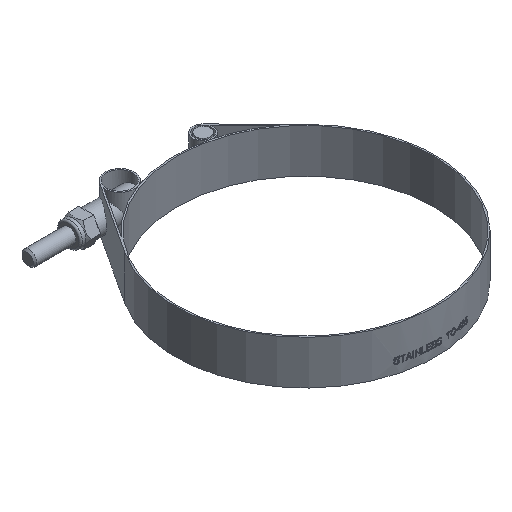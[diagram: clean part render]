
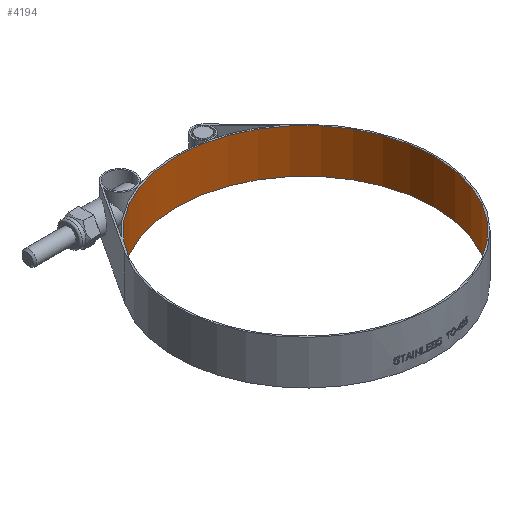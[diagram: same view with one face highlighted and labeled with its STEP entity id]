
A CAD part, isometric view. The second image highlights one B-rep face of the part: STEP entity #4194.
In plain terms, the highlighted cylindrical face has radius 56.007 mm (diameter 112.014 mm), a full revolution.
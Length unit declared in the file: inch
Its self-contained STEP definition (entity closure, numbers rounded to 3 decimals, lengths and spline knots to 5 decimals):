
#334=CIRCLE('',#4447,2.205);
#335=CIRCLE('',#4448,2.205);
#569=FACE_OUTER_BOUND('',#825,.T.);
#825=EDGE_LOOP('',(#3897,#3898,#3899,#3900));
#1088=LINE('',#22072,#1343);
#1343=VECTOR('',#5169,2.205);
#2036=VERTEX_POINT('',#22069);
#2037=VERTEX_POINT('',#22071);
#2666=EDGE_CURVE('',#2036,#2036,#334,.T.);
#2667=EDGE_CURVE('',#2036,#2037,#1088,.T.);
#2668=EDGE_CURVE('',#2037,#2037,#335,.T.);
#3897=ORIENTED_EDGE('',*,*,#2666,.F.);
#3898=ORIENTED_EDGE('',*,*,#2667,.T.);
#3899=ORIENTED_EDGE('',*,*,#2668,.F.);
#3900=ORIENTED_EDGE('',*,*,#2667,.F.);
#3966=CYLINDRICAL_SURFACE('',#4446,2.205);
#4194=ADVANCED_FACE('',(#569),#3966,.F.);
#4446=AXIS2_PLACEMENT_3D('',#22068,#5165,#5166);
#4447=AXIS2_PLACEMENT_3D('',#22070,#5167,#5168);
#4448=AXIS2_PLACEMENT_3D('',#22073,#5170,#5171);
#5165=DIRECTION('center_axis',(0.,0.,1.));
#5166=DIRECTION('ref_axis',(-1.,0.,0.));
#5167=DIRECTION('center_axis',(0.,0.,1.));
#5168=DIRECTION('ref_axis',(-1.,0.,0.));
#5169=DIRECTION('',(0.,0.,1.));
#5170=DIRECTION('center_axis',(0.,0.,-1.));
#5171=DIRECTION('ref_axis',(-1.,0.,0.));
#22068=CARTESIAN_POINT('Origin',(0.,0.,0.));
#22069=CARTESIAN_POINT('',(2.205,0.,-0.375));
#22070=CARTESIAN_POINT('Origin',(0.,0.,-0.375));
#22071=CARTESIAN_POINT('',(2.205,0.,0.375));
#22072=CARTESIAN_POINT('',(2.205,0.,0.));
#22073=CARTESIAN_POINT('Origin',(0.,0.,0.375));
